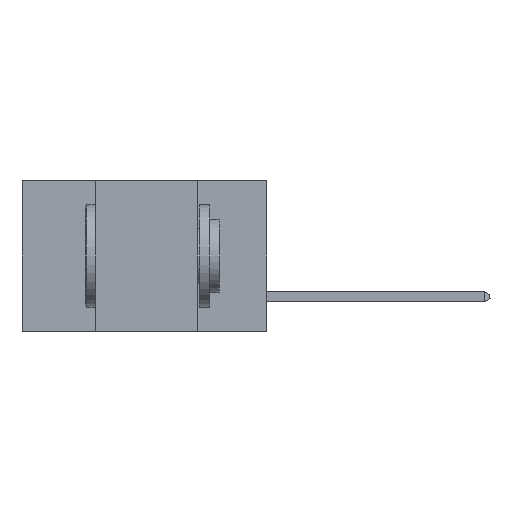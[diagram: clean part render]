
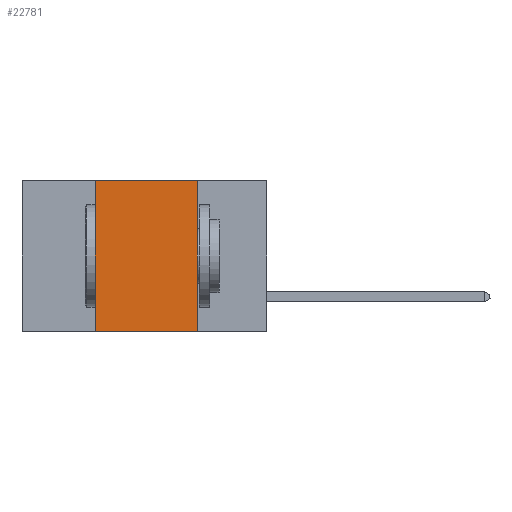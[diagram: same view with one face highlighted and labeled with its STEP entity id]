
A CAD part, left-side view. The second image highlights one B-rep face of the part: STEP entity #22781.
In plain terms, the highlighted planar face has unit normal (-1, 0, 0).
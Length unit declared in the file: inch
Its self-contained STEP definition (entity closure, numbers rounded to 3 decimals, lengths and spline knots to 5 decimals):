
#1401 = VECTOR ( 'NONE', #19500, 39.37008 ) ;
#2936 = ORIENTED_EDGE ( 'NONE', *, *, #21573, .F. ) ;
#3044 = DIRECTION ( 'NONE',  ( 0., -1., 0. ) ) ;
#3964 = VERTEX_POINT ( 'NONE', #21286 ) ;
#4534 = VECTOR ( 'NONE', #6211, 39.37008 ) ;
#6211 = DIRECTION ( 'NONE',  ( 0., 0., 1. ) ) ;
#6801 = FACE_OUTER_BOUND ( 'NONE', #21824, .T. ) ;
#7200 = CARTESIAN_POINT ( 'NONE',  ( 0., 0.6, 0. ) ) ;
#7868 = CARTESIAN_POINT ( 'NONE',  ( 0., 0.17, 0. ) ) ;
#8514 = CARTESIAN_POINT ( 'NONE',  ( 0., 0.6, -0.37 ) ) ;
#8943 = ORIENTED_EDGE ( 'NONE', *, *, #21761, .F. ) ;
#9340 = CARTESIAN_POINT ( 'NONE',  ( 0., 0.42, -0.37 ) ) ;
#9736 = DIRECTION ( 'NONE',  ( 1., 0., 0. ) ) ;
#9884 = VECTOR ( 'NONE', #3044, 39.37008 ) ;
#10115 = VECTOR ( 'NONE', #20477, 39.37008 ) ;
#10600 = ORIENTED_EDGE ( 'NONE', *, *, #20368, .F. ) ;
#11021 = LINE ( 'NONE', #8514, #9884 ) ;
#13080 = CARTESIAN_POINT ( 'NONE',  ( 0., 0.17, -0.37 ) ) ;
#13084 = AXIS2_PLACEMENT_3D ( 'NONE', #21205, #9736, #22928 ) ;
#13147 = EDGE_CURVE ( 'NONE', #13383, #14639, #11021, .T. ) ;
#13383 = VERTEX_POINT ( 'NONE', #9340 ) ;
#14005 = LINE ( 'NONE', #7868, #1401 ) ;
#14236 = LINE ( 'NONE', #7200, #10115 ) ;
#14639 = VERTEX_POINT ( 'NONE', #13080 ) ;
#14845 = ORIENTED_EDGE ( 'NONE', *, *, #13147, .T. ) ;
#16174 = CARTESIAN_POINT ( 'NONE',  ( 0., 0.42, 0. ) ) ;
#17513 = CARTESIAN_POINT ( 'NONE',  ( 0., 0.42, 0. ) ) ;
#17778 = LINE ( 'NONE', #17513, #4534 ) ;
#19133 = PLANE ( 'NONE',  #13084 ) ;
#19500 = DIRECTION ( 'NONE',  ( 0., 0., -1. ) ) ;
#20368 = EDGE_CURVE ( 'NONE', #3964, #14639, #14005, .T. ) ;
#20477 = DIRECTION ( 'NONE',  ( 0., -1., 0. ) ) ;
#21205 = CARTESIAN_POINT ( 'NONE',  ( 0., 0.6, 0. ) ) ;
#21286 = CARTESIAN_POINT ( 'NONE',  ( 0., 0.17, 0. ) ) ;
#21573 = EDGE_CURVE ( 'NONE', #13383, #22943, #17778, .T. ) ;
#21761 = EDGE_CURVE ( 'NONE', #22943, #3964, #14236, .T. ) ;
#21824 = EDGE_LOOP ( 'NONE', ( #10600, #8943, #2936, #14845 ) ) ;
#22781 = ADVANCED_FACE ( 'NONE', ( #6801 ), #19133, .F. ) ;
#22928 = DIRECTION ( 'NONE',  ( 0., 0., -1. ) ) ;
#22943 = VERTEX_POINT ( 'NONE', #16174 ) ;
